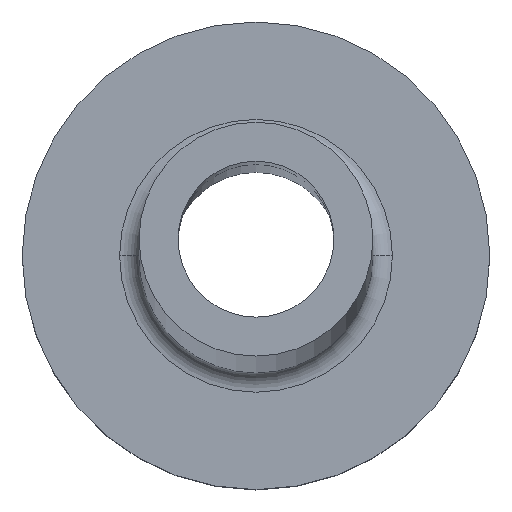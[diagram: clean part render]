
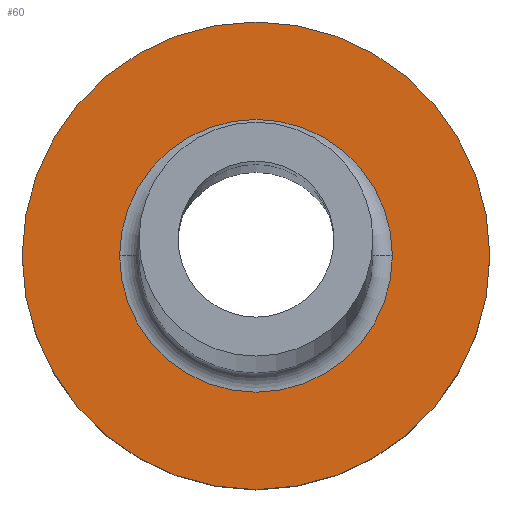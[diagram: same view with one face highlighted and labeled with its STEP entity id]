
A CAD part, top view. The second image highlights one B-rep face of the part: STEP entity #60.
In plain terms, the highlighted planar face has unit normal (0, 0, 1).
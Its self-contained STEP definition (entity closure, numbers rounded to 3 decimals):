
#1 = CARTESIAN_POINT ( 'NONE',  ( 6., 0., 5. ) ) ;
#5 = CARTESIAN_POINT ( 'NONE',  ( 0., 0., 5. ) ) ;
#13 = CARTESIAN_POINT ( 'NONE',  ( 0., 0., 5. ) ) ;
#22 = DIRECTION ( 'NONE',  ( 0., 0., 1. ) ) ;
#45 = VERTEX_POINT ( 'NONE', #64 ) ;
#51 = AXIS2_PLACEMENT_3D ( 'NONE', #367, #271, #133 ) ;
#60 = ADVANCED_FACE ( 'NONE', ( #163, #106 ), #222, .T. ) ;
#64 = CARTESIAN_POINT ( 'NONE',  ( -3.5, 0., 5. ) ) ;
#79 = EDGE_LOOP ( 'NONE', ( #447, #198 ) ) ;
#84 = CARTESIAN_POINT ( 'NONE',  ( 0., 0., 5. ) ) ;
#88 = CIRCLE ( 'NONE', #311, 6. ) ;
#106 = FACE_OUTER_BOUND ( 'NONE', #79, .T. ) ;
#118 = CIRCLE ( 'NONE', #345, 3.5 ) ;
#122 = ORIENTED_EDGE ( 'NONE', *, *, #159, .T. ) ;
#133 = DIRECTION ( 'NONE',  ( 1., 0., 0. ) ) ;
#138 = CIRCLE ( 'NONE', #240, 3.5 ) ;
#147 = VERTEX_POINT ( 'NONE', #1 ) ;
#159 = EDGE_CURVE ( 'NONE', #266, #45, #138, .T. ) ;
#160 = CARTESIAN_POINT ( 'NONE',  ( 0., 0., 5. ) ) ;
#163 = FACE_BOUND ( 'NONE', #188, .T. ) ;
#176 = DIRECTION ( 'NONE',  ( 0., 0., 1. ) ) ;
#184 = AXIS2_PLACEMENT_3D ( 'NONE', #13, #176, #189 ) ;
#188 = EDGE_LOOP ( 'NONE', ( #122, #394 ) ) ;
#189 = DIRECTION ( 'NONE',  ( 1., 0., 0. ) ) ;
#192 = DIRECTION ( 'NONE',  ( 1., 0., 0. ) ) ;
#196 = CIRCLE ( 'NONE', #51, 6. ) ;
#198 = ORIENTED_EDGE ( 'NONE', *, *, #302, .T. ) ;
#211 = DIRECTION ( 'NONE',  ( 0., 0., -1. ) ) ;
#222 = PLANE ( 'NONE',  #184 ) ;
#233 = CARTESIAN_POINT ( 'NONE',  ( 3.5, 0., 5. ) ) ;
#240 = AXIS2_PLACEMENT_3D ( 'NONE', #5, #211, #348 ) ;
#266 = VERTEX_POINT ( 'NONE', #233 ) ;
#271 = DIRECTION ( 'NONE',  ( 0., 0., 1. ) ) ;
#302 = EDGE_CURVE ( 'NONE', #147, #445, #196, .T. ) ;
#305 = DIRECTION ( 'NONE',  ( 1., 0., 0. ) ) ;
#311 = AXIS2_PLACEMENT_3D ( 'NONE', #160, #22, #305 ) ;
#345 = AXIS2_PLACEMENT_3D ( 'NONE', #84, #412, #192 ) ;
#348 = DIRECTION ( 'NONE',  ( 1., 0., 0. ) ) ;
#365 = EDGE_CURVE ( 'NONE', #445, #147, #88, .T. ) ;
#367 = CARTESIAN_POINT ( 'NONE',  ( 0., 0., 5. ) ) ;
#387 = EDGE_CURVE ( 'NONE', #45, #266, #118, .T. ) ;
#394 = ORIENTED_EDGE ( 'NONE', *, *, #387, .T. ) ;
#412 = DIRECTION ( 'NONE',  ( 0., 0., -1. ) ) ;
#445 = VERTEX_POINT ( 'NONE', #461 ) ;
#447 = ORIENTED_EDGE ( 'NONE', *, *, #365, .T. ) ;
#461 = CARTESIAN_POINT ( 'NONE',  ( -6., 0., 5. ) ) ;
